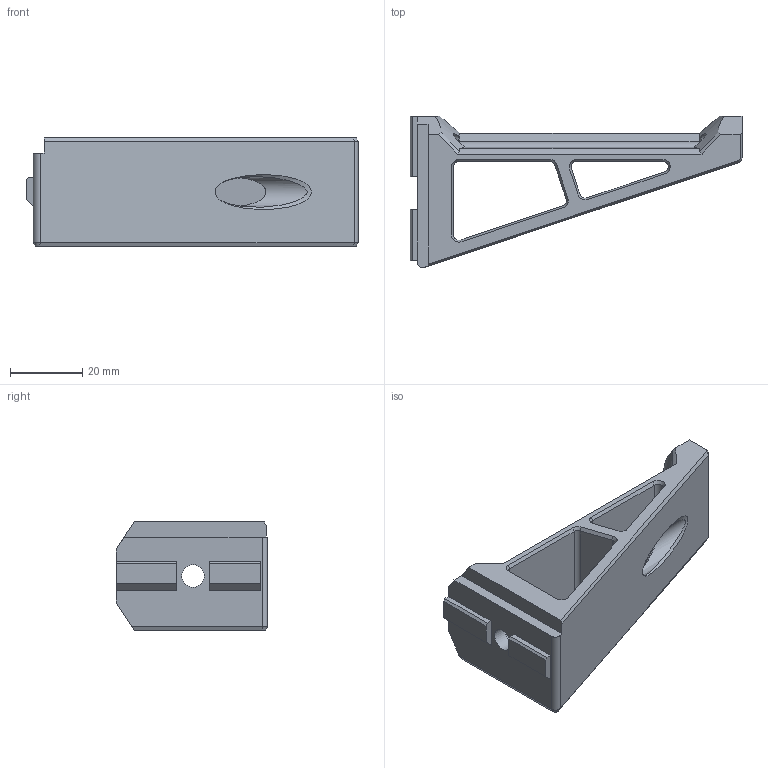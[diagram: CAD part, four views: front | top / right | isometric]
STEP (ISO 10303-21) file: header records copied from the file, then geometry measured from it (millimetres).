
FILE_DESCRIPTION(/* description */ (''),/* implementation_level */ '2;1');
FILE_NAME(/* name */ 'enclosure2_spool_holder_3mm.step',/* time_stamp */ '2022-10-10T09:41:46+01:00',/* author */ (''),/* organization */ (''),/* preprocessor_version */ 'ST-DEVELOPER v19',/* originating_system */ 'Autodesk Translation Framework v11.7.0.108',/* authorisation */ '');
FILE_SCHEMA (('AUTOMOTIVE_DESIGN { 1 0 10303 214 3 1 1 }'));
Length unit declared in the file: millimetre
Products named in the file (1): enclosure2_spool_holder
Bounding box: 92 x 41.92 x 30 mm (x, y, z)
Volume: 34469.1 mm3; surface area: 14701.2 mm2
Topology: 1 solids, 1 shells, 132 faces, 348 edges, 217 vertices
Faces by surface type: plane 67, cone 25, bspline 21, cylinder 19
Full cylindrical faces by diameter (mm): 4.3 x2, 6.3 x1, 8.5 x1, 11 x1
Entity records: 4805 total; most frequent: CARTESIAN_POINT 1690, ORIENTED_EDGE 696, DIRECTION 556, EDGE_CURVE 348, VERTEX_POINT 217, LINE 198, VECTOR 198, AXIS2_PLACEMENT_3D 179
